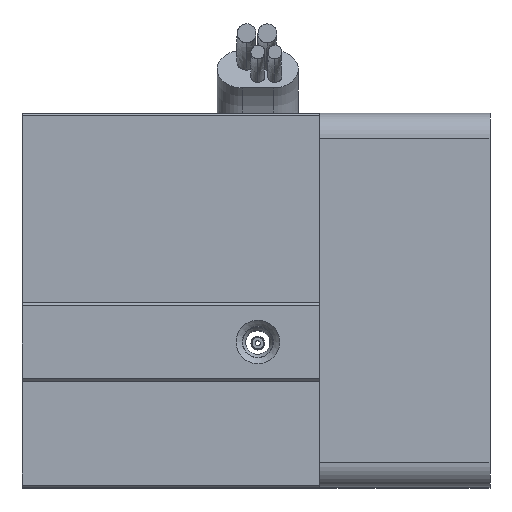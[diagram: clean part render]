
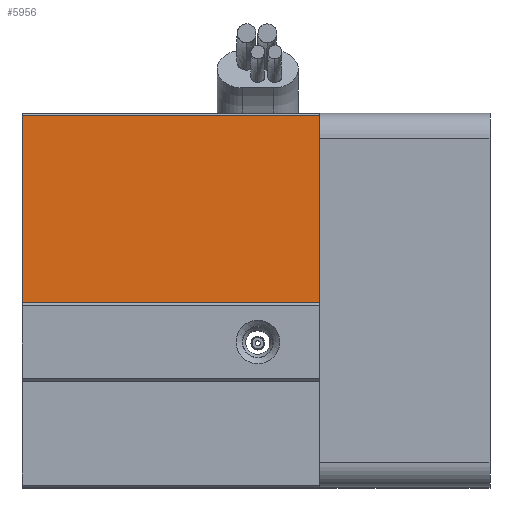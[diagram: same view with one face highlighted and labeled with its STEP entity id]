
A CAD part, top view. The second image highlights one B-rep face of the part: STEP entity #5956.
In plain terms, the highlighted planar face has unit normal (0, 0, 1).
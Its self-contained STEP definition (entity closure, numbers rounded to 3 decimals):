
#359=PLANE('',#6345);
#564=FACE_OUTER_BOUND('',#901,.T.);
#901=EDGE_LOOP('',(#4642,#4643,#4644,#4645));
#1543=LINE('',#9494,#2080);
#1630=LINE('',#9844,#2167);
#1686=LINE('',#9959,#2223);
#1808=LINE('',#10215,#2345);
#2080=VECTOR('',#6848,10.);
#2167=VECTOR('',#6969,10.);
#2223=VECTOR('',#7077,10.);
#2345=VECTOR('',#7337,10.);
#2656=VERTEX_POINT('',#9491);
#2657=VERTEX_POINT('',#9493);
#2736=VERTEX_POINT('',#9843);
#2769=VERTEX_POINT('',#9957);
#3259=EDGE_CURVE('',#2657,#2656,#1543,.T.);
#3352=EDGE_CURVE('',#2657,#2736,#1630,.T.);
#3410=EDGE_CURVE('',#2769,#2656,#1686,.T.);
#3538=EDGE_CURVE('',#2736,#2769,#1808,.T.);
#4642=ORIENTED_EDGE('',*,*,#3410,.F.);
#4643=ORIENTED_EDGE('',*,*,#3538,.F.);
#4644=ORIENTED_EDGE('',*,*,#3352,.F.);
#4645=ORIENTED_EDGE('',*,*,#3259,.T.);
#5956=ADVANCED_FACE('',(#564),#359,.T.);
#6345=AXIS2_PLACEMENT_3D('',#10214,#7335,#7336);
#6848=DIRECTION('',(0.,1.,0.));
#6969=DIRECTION('',(-1.,0.,0.));
#7077=DIRECTION('',(1.,0.,0.));
#7335=DIRECTION('center_axis',(0.,0.,1.));
#7336=DIRECTION('ref_axis',(0.,1.,0.));
#7337=DIRECTION('',(0.,1.,0.));
#9491=CARTESIAN_POINT('',(3.207,42.63,7.31));
#9493=CARTESIAN_POINT('',(3.207,27.63,7.31));
#9494=CARTESIAN_POINT('',(3.207,27.63,7.31));
#9843=CARTESIAN_POINT('',(-20.593,27.63,7.31));
#9844=CARTESIAN_POINT('',(-8.693,27.63,7.31));
#9957=CARTESIAN_POINT('',(-20.593,42.63,7.31));
#9959=CARTESIAN_POINT('',(3.207,42.63,7.31));
#10214=CARTESIAN_POINT('Origin',(3.207,27.63,7.31));
#10215=CARTESIAN_POINT('',(-20.593,27.63,7.31));
